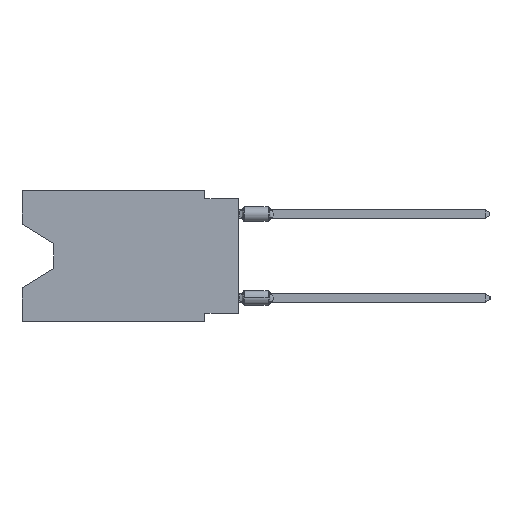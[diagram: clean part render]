
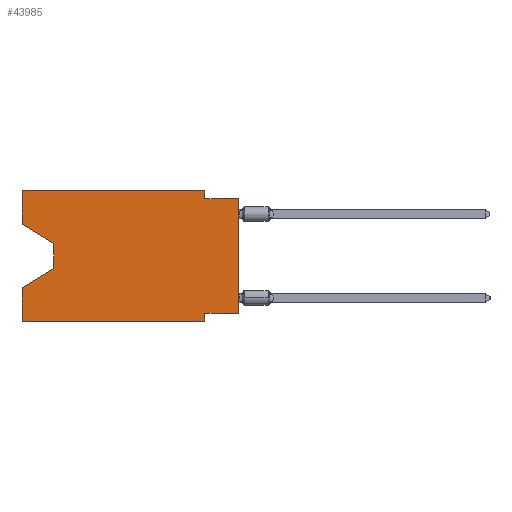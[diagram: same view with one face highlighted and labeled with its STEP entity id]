
A CAD part, left-side view. The second image highlights one B-rep face of the part: STEP entity #43985.
In plain terms, the highlighted planar face has unit normal (-1, 0, 0).
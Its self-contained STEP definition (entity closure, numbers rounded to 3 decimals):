
#167 = LINE ( 'NONE', #28957, #22121 ) ;
#189 = VECTOR ( 'NONE', #22589, 1000. ) ;
#312 = DIRECTION ( 'NONE',  ( 0., -1., 0. ) ) ;
#514 = DIRECTION ( 'NONE',  ( 0., -1., 0. ) ) ;
#537 = DIRECTION ( 'NONE',  ( 0., 0., -1. ) ) ;
#990 = LINE ( 'NONE', #21791, #32635 ) ;
#1413 = LINE ( 'NONE', #30657, #38698 ) ;
#1419 = DIRECTION ( 'NONE',  ( 0., 0., 1. ) ) ;
#1551 = VERTEX_POINT ( 'NONE', #24734 ) ;
#1919 = CARTESIAN_POINT ( 'NONE',  ( 0., 2.54, -9.271 ) ) ;
#2542 = CARTESIAN_POINT ( 'NONE',  ( 0., 2.54, 0. ) ) ;
#2633 = EDGE_CURVE ( 'NONE', #4940, #7549, #9176, .T. ) ;
#4419 = CARTESIAN_POINT ( 'NONE',  ( 0., 16.383, 0. ) ) ;
#4940 = VERTEX_POINT ( 'NONE', #34823 ) ;
#5184 = CARTESIAN_POINT ( 'NONE',  ( 0., 16.383, 0. ) ) ;
#5517 = VECTOR ( 'NONE', #5687, 1000. ) ;
#5687 = DIRECTION ( 'NONE',  ( 0., 0.855, -0.519 ) ) ;
#5696 = VECTOR ( 'NONE', #25660, 1000. ) ;
#6056 = DIRECTION ( 'NONE',  ( 0., -0.855, -0.519 ) ) ;
#7549 = VERTEX_POINT ( 'NONE', #10120 ) ;
#7938 = EDGE_CURVE ( 'NONE', #24398, #15223, #27543, .T. ) ;
#8200 = CARTESIAN_POINT ( 'NONE',  ( 0., 2.54, 0. ) ) ;
#8375 = CARTESIAN_POINT ( 'NONE',  ( 0., 0., -0.635 ) ) ;
#8500 = ORIENTED_EDGE ( 'NONE', *, *, #46151, .T. ) ;
#8621 = VECTOR ( 'NONE', #37846, 1000. ) ;
#9176 = LINE ( 'NONE', #5184, #31770 ) ;
#10120 = CARTESIAN_POINT ( 'NONE',  ( 0., 16.383, -7.36 ) ) ;
#10673 = ORIENTED_EDGE ( 'NONE', *, *, #45396, .F. ) ;
#11590 = LINE ( 'NONE', #36601, #38112 ) ;
#11954 = AXIS2_PLACEMENT_3D ( 'NONE', #32735, #18816, #21886 ) ;
#12193 = FACE_OUTER_BOUND ( 'NONE', #42332, .T. ) ;
#12258 = VECTOR ( 'NONE', #38938, 1000. ) ;
#12472 = VERTEX_POINT ( 'NONE', #17321 ) ;
#12621 = VECTOR ( 'NONE', #6056, 1000. ) ;
#13085 = LINE ( 'NONE', #38086, #8621 ) ;
#13731 = ORIENTED_EDGE ( 'NONE', *, *, #32818, .F. ) ;
#13878 = ORIENTED_EDGE ( 'NONE', *, *, #40258, .F. ) ;
#15223 = VERTEX_POINT ( 'NONE', #37366 ) ;
#17054 = VERTEX_POINT ( 'NONE', #2542 ) ;
#17118 = EDGE_CURVE ( 'NONE', #24398, #1551, #26141, .T. ) ;
#17321 = CARTESIAN_POINT ( 'NONE',  ( 0., 2.54, -0.635 ) ) ;
#18011 = VERTEX_POINT ( 'NONE', #1919 ) ;
#18816 = DIRECTION ( 'NONE',  ( 1., 0., 0. ) ) ;
#19349 = CARTESIAN_POINT ( 'NONE',  ( 0., 16.383, -2.546 ) ) ;
#19984 = CARTESIAN_POINT ( 'NONE',  ( 0., 0., -9.271 ) ) ;
#20542 = ORIENTED_EDGE ( 'NONE', *, *, #36273, .T. ) ;
#20899 = ORIENTED_EDGE ( 'NONE', *, *, #38290, .T. ) ;
#21576 = LINE ( 'NONE', #28866, #41054 ) ;
#21791 = CARTESIAN_POINT ( 'NONE',  ( 0., 13.97, -4.013 ) ) ;
#21886 = DIRECTION ( 'NONE',  ( 0., 0., -1. ) ) ;
#22121 = VECTOR ( 'NONE', #25418, 1000. ) ;
#22178 = ORIENTED_EDGE ( 'NONE', *, *, #2633, .F. ) ;
#22589 = DIRECTION ( 'NONE',  ( 0., 0., -1. ) ) ;
#24398 = VERTEX_POINT ( 'NONE', #19349 ) ;
#24540 = LINE ( 'NONE', #42697, #12258 ) ;
#24734 = CARTESIAN_POINT ( 'NONE',  ( 0., 16.383, 0. ) ) ;
#25418 = DIRECTION ( 'NONE',  ( 0., 0., 1. ) ) ;
#25655 = LINE ( 'NONE', #8200, #189 ) ;
#25660 = DIRECTION ( 'NONE',  ( 0., 0., 1. ) ) ;
#25677 = EDGE_CURVE ( 'NONE', #33714, #7549, #38001, .T. ) ;
#25842 = ORIENTED_EDGE ( 'NONE', *, *, #31801, .F. ) ;
#25952 = VERTEX_POINT ( 'NONE', #19984 ) ;
#26141 = LINE ( 'NONE', #4419, #5696 ) ;
#27543 = LINE ( 'NONE', #31768, #12621 ) ;
#28089 = CARTESIAN_POINT ( 'NONE',  ( 0., 2.54, -9.906 ) ) ;
#28866 = CARTESIAN_POINT ( 'NONE',  ( 0., 16.383, 0. ) ) ;
#28957 = CARTESIAN_POINT ( 'NONE',  ( 0., 0., 0. ) ) ;
#29976 = DIRECTION ( 'NONE',  ( 0., 1., 0. ) ) ;
#30657 = CARTESIAN_POINT ( 'NONE',  ( 0., 0., -9.271 ) ) ;
#31768 = CARTESIAN_POINT ( 'NONE',  ( 0., 16.383, -2.546 ) ) ;
#31770 = VECTOR ( 'NONE', #1419, 1000. ) ;
#31801 = EDGE_CURVE ( 'NONE', #25952, #18011, #1413, .T. ) ;
#32635 = VECTOR ( 'NONE', #537, 1000. ) ;
#32735 = CARTESIAN_POINT ( 'NONE',  ( 0., 16.383, 0. ) ) ;
#32818 = EDGE_CURVE ( 'NONE', #18011, #35541, #13085, .T. ) ;
#33714 = VERTEX_POINT ( 'NONE', #42360 ) ;
#34823 = CARTESIAN_POINT ( 'NONE',  ( 0., 16.383, -9.906 ) ) ;
#35541 = VERTEX_POINT ( 'NONE', #28089 ) ;
#36273 = EDGE_CURVE ( 'NONE', #4940, #35541, #11590, .T. ) ;
#36601 = CARTESIAN_POINT ( 'NONE',  ( 0., 16.383, -9.906 ) ) ;
#37366 = CARTESIAN_POINT ( 'NONE',  ( 0., 13.97, -4.013 ) ) ;
#37589 = ORIENTED_EDGE ( 'NONE', *, *, #25677, .T. ) ;
#37846 = DIRECTION ( 'NONE',  ( 0., 0., -1. ) ) ;
#38001 = LINE ( 'NONE', #41528, #5517 ) ;
#38086 = CARTESIAN_POINT ( 'NONE',  ( 0., 2.54, -9.906 ) ) ;
#38112 = VECTOR ( 'NONE', #514, 1000. ) ;
#38290 = EDGE_CURVE ( 'NONE', #25952, #45803, #167, .T. ) ;
#38383 = ORIENTED_EDGE ( 'NONE', *, *, #17118, .F. ) ;
#38698 = VECTOR ( 'NONE', #29976, 1000. ) ;
#38938 = DIRECTION ( 'NONE',  ( 0., -1., 0. ) ) ;
#40023 = PLANE ( 'NONE',  #11954 ) ;
#40258 = EDGE_CURVE ( 'NONE', #1551, #17054, #21576, .T. ) ;
#40659 = ORIENTED_EDGE ( 'NONE', *, *, #45283, .F. ) ;
#41054 = VECTOR ( 'NONE', #312, 1000. ) ;
#41528 = CARTESIAN_POINT ( 'NONE',  ( 0., 13.97, -5.893 ) ) ;
#42332 = EDGE_LOOP ( 'NONE', ( #45166, #8500, #37589, #22178, #20542, #13731, #25842, #20899, #40659, #10673, #13878, #38383 ) ) ;
#42360 = CARTESIAN_POINT ( 'NONE',  ( 0., 13.97, -5.893 ) ) ;
#42697 = CARTESIAN_POINT ( 'NONE',  ( 0., 0., -0.635 ) ) ;
#43985 = ADVANCED_FACE ( 'NONE', ( #12193 ), #40023, .F. ) ;
#45166 = ORIENTED_EDGE ( 'NONE', *, *, #7938, .T. ) ;
#45283 = EDGE_CURVE ( 'NONE', #12472, #45803, #24540, .T. ) ;
#45396 = EDGE_CURVE ( 'NONE', #17054, #12472, #25655, .T. ) ;
#45803 = VERTEX_POINT ( 'NONE', #8375 ) ;
#46151 = EDGE_CURVE ( 'NONE', #15223, #33714, #990, .T. ) ;
